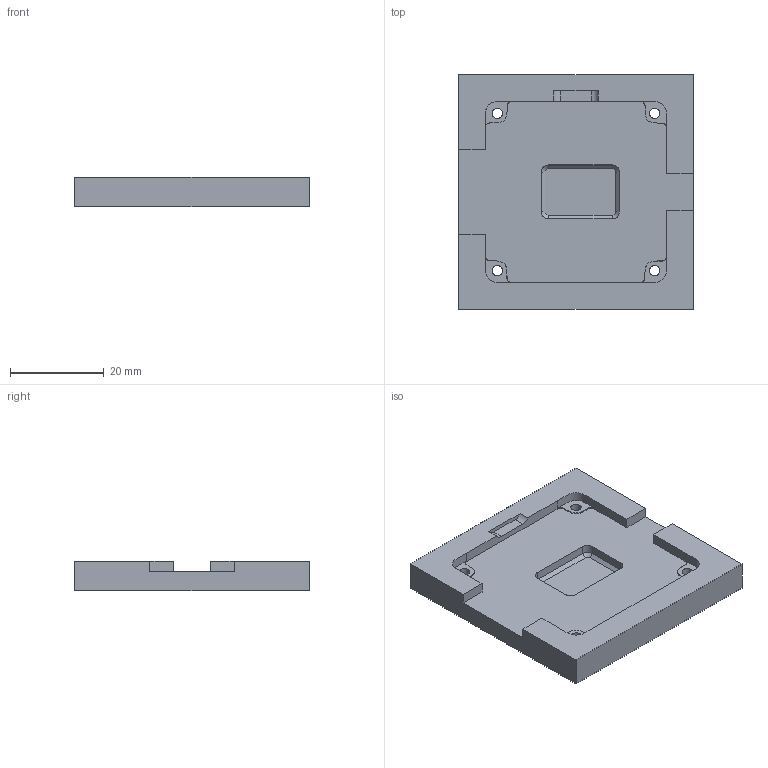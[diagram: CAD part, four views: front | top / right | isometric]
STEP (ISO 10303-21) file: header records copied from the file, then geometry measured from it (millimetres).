
FILE_DESCRIPTION(/* description */ (''),/* implementation_level */ '2;1');
FILE_NAME(/* name */ 'picot5400_case_sample',/* time_stamp */ '2024-11-12T05:24:53-08:00',/* author */ (''),/* organization */ (''),/* preprocessor_version */ 'ST-DEVELOPER v16.5',/* originating_system */ 'Rhino 7.25',/* authorisation */ '');
FILE_SCHEMA (('AUTOMOTIVE_DESIGN_CC2'));
Length unit declared in the file: millimetre
Products named in the file (1): Document
Bounding box: 50 x 50 x 6.3 mm (x, y, z)
Volume: 11505.6 mm3; surface area: 6794.3 mm2
Topology: 1 solids, 1 shells, 57 faces, 141 edges, 91 vertices
Faces by surface type: plane 31, cylinder 14, bspline 12
Full cylindrical faces by diameter (mm): 2.2 x4, 4.2 x4
Entity records: 2110 total; most frequent: CARTESIAN_POINT 1167, ORIENTED_EDGE 282, EDGE_CURVE 141, VERTEX_POINT 91, EDGE_LOOP 70, B_SPLINE_CURVE_WITH_KNOTS 63, ADVANCED_FACE 57, FACE_OUTER_BOUND 57
